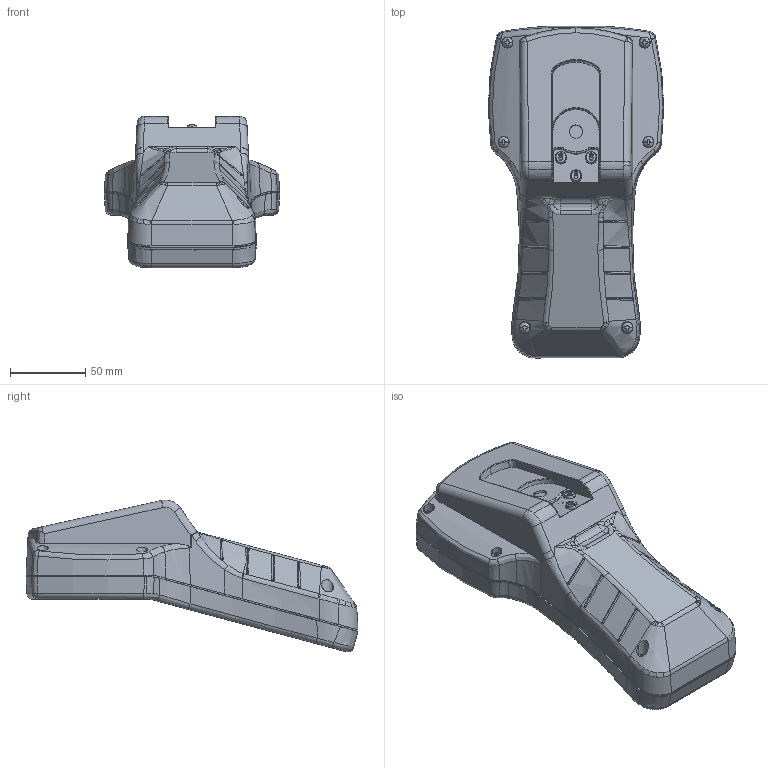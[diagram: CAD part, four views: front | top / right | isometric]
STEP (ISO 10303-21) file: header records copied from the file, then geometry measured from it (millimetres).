
FILE_DESCRIPTION (( 'STEP AP214' ), '1' );
FILE_NAME ('27020401.STEP', '2023-10-09T08:42:18', ( 'Ifina' ), ( 'Ifina' ), 'SwSTEP 2.0', 'SolidWorks 2020', '' );
FILE_SCHEMA (( 'AUTOMOTIVE_DESIGN' ));
Length unit declared in the file: millimetre
Products named in the file (6): 21305; 82158; 82007; 21309; 93356_EJOT Delta PT Schraube H 30x8 WN5411; 27020401
Assembly tree (15 placements, depth 2):
  27020401
    21309
    21305
    82007
    93356_EJOT Delta PT Schraube H 30x8 WN5411  x6
    82158  x6
Bounding box: 116.31 x 220.04 x 100.62 mm (x, y, z)
Volume: 200416.7 mm3; surface area: 159186.8 mm2
Topology: 15 solids, 15 shells, 5111 faces, 13496 edges, 8573 vertices
Faces by surface type: plane 2262, bspline 1821, cylinder 620, cone 179, torus 118, sphere 111
Entity records: 238355 total; most frequent: CARTESIAN_POINT 129150, ORIENTED_EDGE 26116, DIRECTION 17128, EDGE_CURVE 13058, VERTEX_POINT 8312, VECTOR 6766, LINE 6766, AXIS2_PLACEMENT_3D 5181
